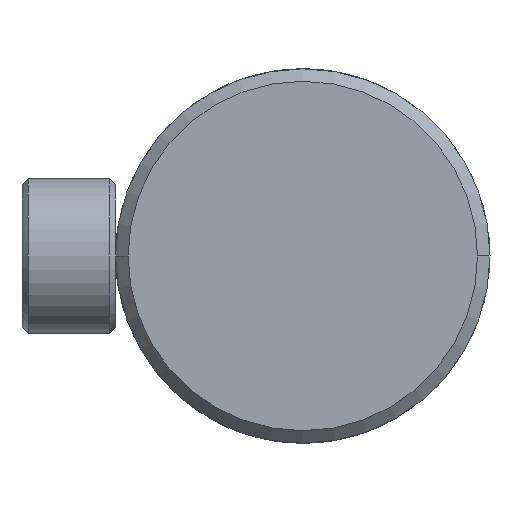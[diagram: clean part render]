
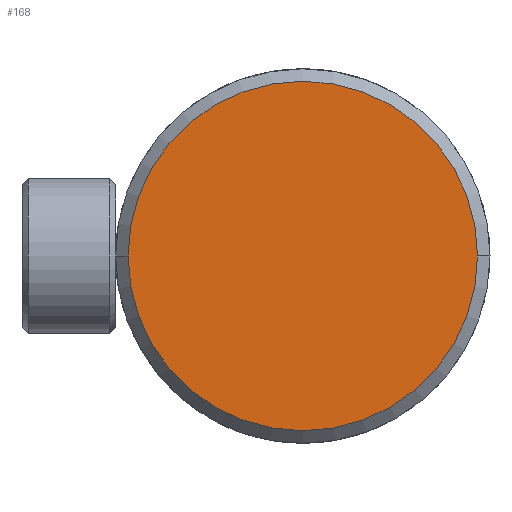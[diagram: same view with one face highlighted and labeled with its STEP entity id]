
A CAD part, left-side view. The second image highlights one B-rep face of the part: STEP entity #168.
In plain terms, the highlighted planar face has unit normal (-1, 0, 0).
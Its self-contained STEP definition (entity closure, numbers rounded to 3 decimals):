
#168 = ADVANCED_FACE ( 'NONE', ( #4224 ), #2273, .T. ) ;
#188 = VERTEX_POINT ( 'NONE', #3487 ) ;
#211 = EDGE_CURVE ( 'NONE', #3960, #188, #3427, .T. ) ;
#345 = EDGE_LOOP ( 'NONE', ( #4193, #3868 ) ) ;
#618 = CARTESIAN_POINT ( 'NONE',  ( -47., 0., 0. ) ) ;
#629 = DIRECTION ( 'NONE',  ( 0., -1., 0. ) ) ;
#655 = EDGE_CURVE ( 'NONE', #188, #3960, #2467, .T. ) ;
#856 = AXIS2_PLACEMENT_3D ( 'NONE', #618, #1047, #1068 ) ;
#1047 = DIRECTION ( 'NONE',  ( -1., 0., 0. ) ) ;
#1068 = DIRECTION ( 'NONE',  ( 0., -1., 0. ) ) ;
#1935 = CARTESIAN_POINT ( 'NONE',  ( -47., 0., 0. ) ) ;
#1950 = DIRECTION ( 'NONE',  ( -1., 0., 0. ) ) ;
#2273 = PLANE ( 'NONE',  #2457 ) ;
#2457 = AXIS2_PLACEMENT_3D ( 'NONE', #2773, #3336, #629 ) ;
#2467 = CIRCLE ( 'NONE', #856, 28. ) ;
#2676 = DIRECTION ( 'NONE',  ( 0., -1., 0. ) ) ;
#2739 = AXIS2_PLACEMENT_3D ( 'NONE', #1935, #1950, #2676 ) ;
#2773 = CARTESIAN_POINT ( 'NONE',  ( -47., 0., 0. ) ) ;
#3336 = DIRECTION ( 'NONE',  ( -1., 0., 0. ) ) ;
#3427 = CIRCLE ( 'NONE', #2739, 28. ) ;
#3487 = CARTESIAN_POINT ( 'NONE',  ( -47., -28., 0. ) ) ;
#3745 = CARTESIAN_POINT ( 'NONE',  ( -47., 28., 0. ) ) ;
#3868 = ORIENTED_EDGE ( 'NONE', *, *, #655, .T. ) ;
#3960 = VERTEX_POINT ( 'NONE', #3745 ) ;
#4193 = ORIENTED_EDGE ( 'NONE', *, *, #211, .T. ) ;
#4224 = FACE_OUTER_BOUND ( 'NONE', #345, .T. ) ;
